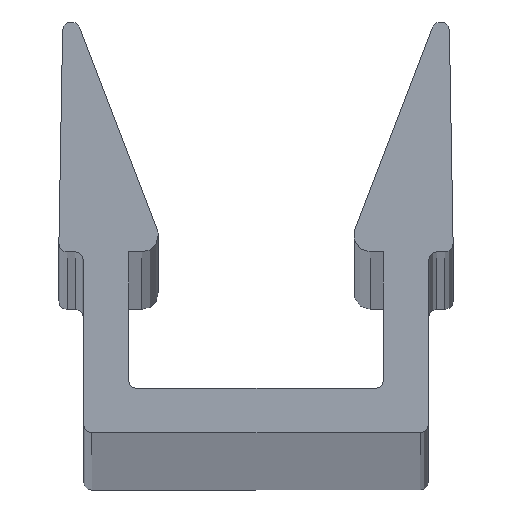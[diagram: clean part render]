
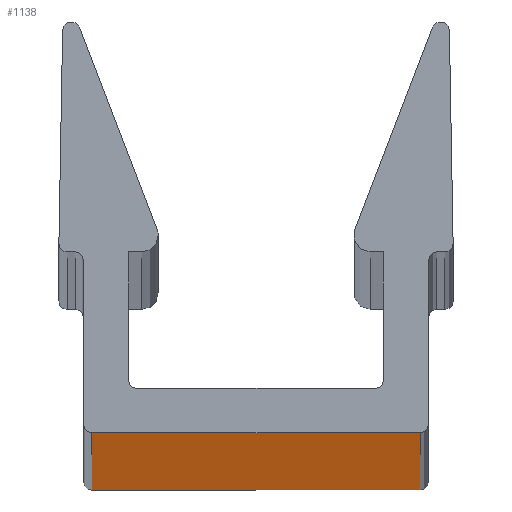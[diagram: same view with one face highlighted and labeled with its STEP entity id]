
A CAD part, top view. The second image highlights one B-rep face of the part: STEP entity #1138.
In plain terms, the highlighted planar face has unit normal (0, -1, 0).
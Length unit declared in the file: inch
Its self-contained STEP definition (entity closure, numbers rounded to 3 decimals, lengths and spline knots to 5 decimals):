
#4 = ORIENTED_EDGE ( 'NONE', *, *, #646, .F. ) ;
#66 = EDGE_CURVE ( 'NONE', #353, #340, #741, .T. ) ;
#110 = ORIENTED_EDGE ( 'NONE', *, *, #236, .F. ) ;
#180 = CARTESIAN_POINT ( 'NONE',  ( -0.1, 0., -20. ) ) ;
#236 = EDGE_CURVE ( 'NONE', #353, #345, #992, .T. ) ;
#241 = EDGE_LOOP ( 'NONE', ( #4, #110, #965, #279 ) ) ;
#272 = DIRECTION ( 'NONE',  ( 0., -1., 0. ) ) ;
#279 = ORIENTED_EDGE ( 'NONE', *, *, #387, .T. ) ;
#328 = VECTOR ( 'NONE', #794, 39.37008 ) ;
#332 = VECTOR ( 'NONE', #553, 39.37008 ) ;
#340 = VERTEX_POINT ( 'NONE', #725 ) ;
#344 = FACE_OUTER_BOUND ( 'NONE', #241, .T. ) ;
#345 = VERTEX_POINT ( 'NONE', #371 ) ;
#353 = VERTEX_POINT ( 'NONE', #961 ) ;
#371 = CARTESIAN_POINT ( 'NONE',  ( -0.1, 0., 0. ) ) ;
#387 = EDGE_CURVE ( 'NONE', #340, #602, #670, .T. ) ;
#445 = DIRECTION ( 'NONE',  ( 0., 0., -1. ) ) ;
#553 = DIRECTION ( 'NONE',  ( 0., 0., 1. ) ) ;
#602 = VERTEX_POINT ( 'NONE', #657 ) ;
#646 = EDGE_CURVE ( 'NONE', #345, #602, #759, .T. ) ;
#657 = CARTESIAN_POINT ( 'NONE',  ( 0.1, 0., 0. ) ) ;
#666 = CARTESIAN_POINT ( 'NONE',  ( 0.1, 0., -20. ) ) ;
#670 = LINE ( 'NONE', #666, #332 ) ;
#716 = PLANE ( 'NONE',  #956 ) ;
#725 = CARTESIAN_POINT ( 'NONE',  ( 0.1, 0., -20. ) ) ;
#731 = DIRECTION ( 'NONE',  ( 1., 0., 0. ) ) ;
#741 = LINE ( 'NONE', #1099, #898 ) ;
#759 = LINE ( 'NONE', #938, #999 ) ;
#789 = CARTESIAN_POINT ( 'NONE',  ( -0.1, 0., -20. ) ) ;
#794 = DIRECTION ( 'NONE',  ( 0., 0., 1. ) ) ;
#898 = VECTOR ( 'NONE', #1148, 39.37008 ) ;
#938 = CARTESIAN_POINT ( 'NONE',  ( -0.1, 0., 0. ) ) ;
#956 = AXIS2_PLACEMENT_3D ( 'NONE', #180, #272, #445 ) ;
#961 = CARTESIAN_POINT ( 'NONE',  ( -0.1, 0., -20. ) ) ;
#965 = ORIENTED_EDGE ( 'NONE', *, *, #66, .T. ) ;
#992 = LINE ( 'NONE', #789, #328 ) ;
#999 = VECTOR ( 'NONE', #731, 39.37008 ) ;
#1099 = CARTESIAN_POINT ( 'NONE',  ( -0.1, 0., -20. ) ) ;
#1138 = ADVANCED_FACE ( 'NONE', ( #344 ), #716, .T. ) ;
#1148 = DIRECTION ( 'NONE',  ( 1., 0., 0. ) ) ;
